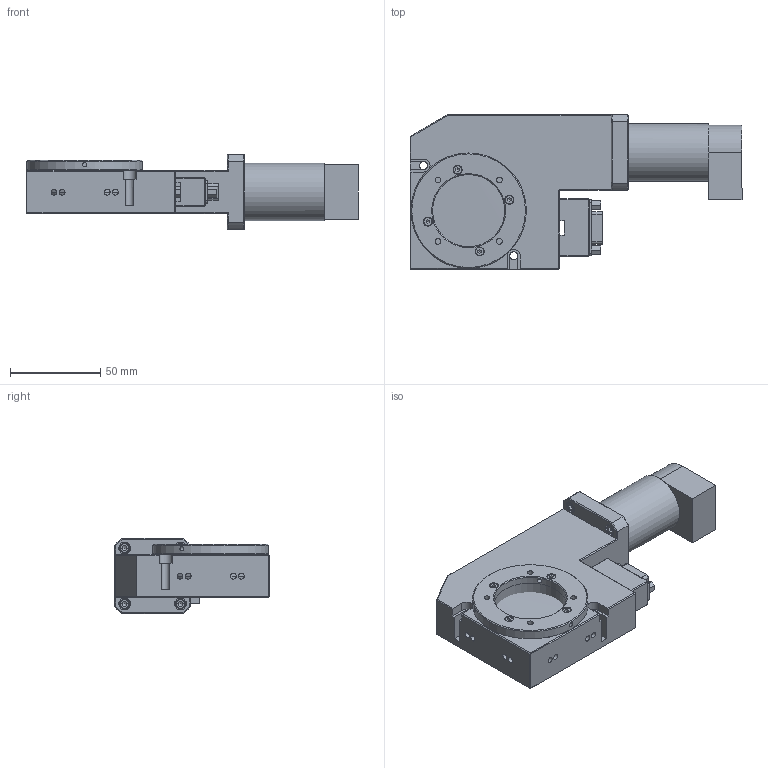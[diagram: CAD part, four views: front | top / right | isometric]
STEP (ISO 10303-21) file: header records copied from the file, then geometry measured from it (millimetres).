
FILE_DESCRIPTION((''),'2;1');
FILE_NAME('64439100.stp','2008-11-06T11:11:41',('pstiefvater'),(''),'Autodesk Inventor 2008','Autodesk Inventor 2008','');
FILE_SCHEMA(('AUTOMOTIVE_DESIGN { 1 0 10303 214 1 1 1 1 }'));
Length unit declared in the file: millimetre
Products named in the file (2): 64439100; 1E76C
Assembly tree (1 placements, depth 2):
  64439100
    1E76C
Bounding box: 184 x 85.75 x 42 mm (x, y, z)
Volume: 199859.4 mm3; surface area: 72675.2 mm2
Topology: 1 solids, 1 shells, 778 faces, 1959 edges, 1301 vertices
Faces by surface type: plane 469, cylinder 239, cone 63, bspline 6, torus 1
Full cylindrical faces by diameter (mm): 0.7 x15, 0.8 x15, 1.2 x15, 1.567 x8, 2.013 x2, 2.459 x14, 2.5 x8, 2.7 x2, 2.9 x4, 3.2 x2, 3.242 x14, 3.4 x5, 4.5 x6, 4.7 x4, 5 x8, 5.5 x6, 6 x3, 6.5 x4, 7.8 x1, 8 x2, 13 x1, 15 x1, 16 x1, 21.5 x1, 22 x1, 32 x1, 32.1 x1, 40 x2, 41 x1, 42.5 x1
Entity records: 23373 total; most frequent: CARTESIAN_POINT 5518, DIRECTION 3651, ORIENTED_EDGE 3364, EDGE_CURVE 1682, AXIS2_PLACEMENT_3D 1354, VERTEX_POINT 1235, EDGE_LOOP 1174, VECTOR 943
